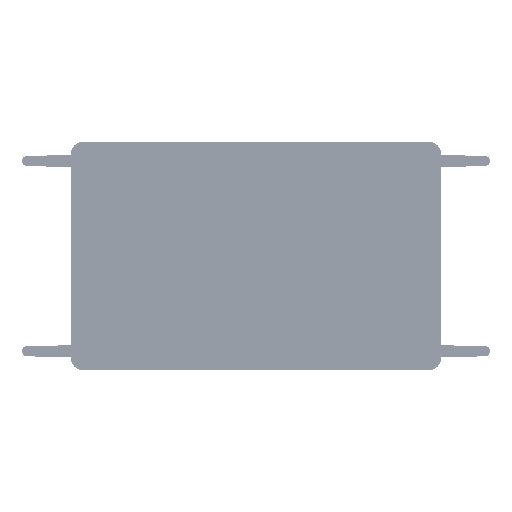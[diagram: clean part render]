
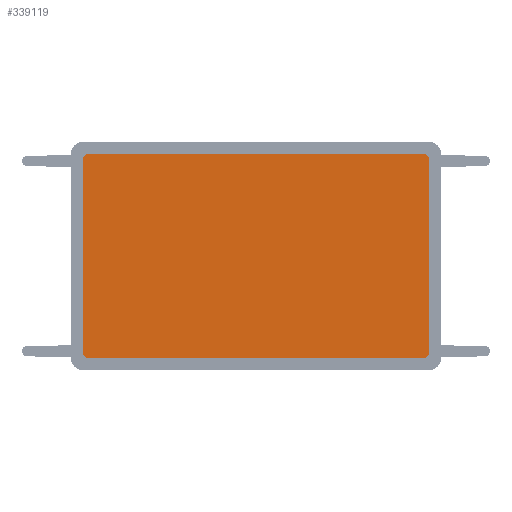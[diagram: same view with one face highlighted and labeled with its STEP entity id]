
A CAD part, left-side view. The second image highlights one B-rep face of the part: STEP entity #339119.
In plain terms, the highlighted planar face has unit normal (-1, 0, 0).
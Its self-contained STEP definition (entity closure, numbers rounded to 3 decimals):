
#339048=CARTESIAN_POINT('Axis2P3D Location',(-44.5,143.442,-18.5)) ;
#339053=CARTESIAN_POINT('Axis2P3D Location',(-44.5,-128.558,138.5)) ;
#339057=CARTESIAN_POINT('Vertex',(-44.5,-128.558,146.5)) ;
#339059=CARTESIAN_POINT('Vertex',(-44.5,-136.558,138.5)) ;
#339062=CARTESIAN_POINT('Line Origine',(-44.5,143.442,146.5)) ;
#339066=CARTESIAN_POINT('Vertex',(-44.5,415.442,146.5)) ;
#339069=CARTESIAN_POINT('Axis2P3D Location',(-44.5,415.442,138.5)) ;
#339073=CARTESIAN_POINT('Vertex',(-44.5,423.442,138.5)) ;
#339076=CARTESIAN_POINT('Line Origine',(-44.5,423.442,-18.5)) ;
#339080=CARTESIAN_POINT('Vertex',(-44.5,423.442,-175.5)) ;
#339083=CARTESIAN_POINT('Axis2P3D Location',(-44.5,415.442,-175.5)) ;
#339087=CARTESIAN_POINT('Vertex',(-44.5,415.442,-183.5)) ;
#339090=CARTESIAN_POINT('Line Origine',(-44.5,143.442,-183.5)) ;
#339094=CARTESIAN_POINT('Vertex',(-44.5,-128.558,-183.5)) ;
#339097=CARTESIAN_POINT('Axis2P3D Location',(-44.5,-128.558,-175.5)) ;
#339101=CARTESIAN_POINT('Vertex',(-44.5,-136.558,-175.5)) ;
#339104=CARTESIAN_POINT('Line Origine',(-44.5,-136.558,-18.5)) ;
#339064=VECTOR('Line Direction',#339063,1.) ;
#339078=VECTOR('Line Direction',#339077,1.) ;
#339092=VECTOR('Line Direction',#339091,1.) ;
#339106=VECTOR('Line Direction',#339105,1.) ;
#339049=DIRECTION('Axis2P3D Direction',(1.,0.,0.)) ;
#339050=DIRECTION('Axis2P3D XDirection',(0.,1.,0.)) ;
#339054=DIRECTION('Axis2P3D Direction',(1.,0.,0.)) ;
#339063=DIRECTION('Vector Direction',(0.,-1.,0.)) ;
#339070=DIRECTION('Axis2P3D Direction',(1.,0.,0.)) ;
#339077=DIRECTION('Vector Direction',(0.,0.,1.)) ;
#339084=DIRECTION('Axis2P3D Direction',(1.,0.,0.)) ;
#339091=DIRECTION('Vector Direction',(0.,1.,0.)) ;
#339098=DIRECTION('Axis2P3D Direction',(1.,0.,0.)) ;
#339105=DIRECTION('Vector Direction',(0.,0.,-1.)) ;
#339051=AXIS2_PLACEMENT_3D('Plane Axis2P3D',#339048,#339049,#339050) ;
#339055=AXIS2_PLACEMENT_3D('Circle Axis2P3D',#339053,#339054,$) ;
#339071=AXIS2_PLACEMENT_3D('Circle Axis2P3D',#339069,#339070,$) ;
#339085=AXIS2_PLACEMENT_3D('Circle Axis2P3D',#339083,#339084,$) ;
#339099=AXIS2_PLACEMENT_3D('Circle Axis2P3D',#339097,#339098,$) ;
#339065=LINE('Line',#339062,#339064) ;
#339079=LINE('Line',#339076,#339078) ;
#339093=LINE('Line',#339090,#339092) ;
#339107=LINE('Line',#339104,#339106) ;
#339056=CIRCLE('generated circle',#339055,8.) ;
#339072=CIRCLE('generated circle',#339071,8.) ;
#339086=CIRCLE('generated circle',#339085,8.) ;
#339100=CIRCLE('generated circle',#339099,8.) ;
#339052=PLANE('',#339051) ;
#339061=EDGE_CURVE('',#339058,#339060,#339056,.T.) ;
#339068=EDGE_CURVE('',#339067,#339058,#339065,.T.) ;
#339075=EDGE_CURVE('',#339074,#339067,#339072,.T.) ;
#339082=EDGE_CURVE('',#339081,#339074,#339079,.T.) ;
#339089=EDGE_CURVE('',#339088,#339081,#339086,.T.) ;
#339096=EDGE_CURVE('',#339095,#339088,#339093,.T.) ;
#339103=EDGE_CURVE('',#339102,#339095,#339100,.T.) ;
#339108=EDGE_CURVE('',#339060,#339102,#339107,.T.) ;
#339110=ORIENTED_EDGE('',*,*,#339061,.F.) ;
#339111=ORIENTED_EDGE('',*,*,#339068,.F.) ;
#339112=ORIENTED_EDGE('',*,*,#339075,.F.) ;
#339113=ORIENTED_EDGE('',*,*,#339082,.F.) ;
#339114=ORIENTED_EDGE('',*,*,#339089,.F.) ;
#339115=ORIENTED_EDGE('',*,*,#339096,.F.) ;
#339116=ORIENTED_EDGE('',*,*,#339103,.F.) ;
#339117=ORIENTED_EDGE('',*,*,#339108,.F.) ;
#339109=EDGE_LOOP('',(#339110,#339111,#339112,#339113,#339114,#339115,#339116,#339117)) ;
#339058=VERTEX_POINT('',#339057) ;
#339060=VERTEX_POINT('',#339059) ;
#339067=VERTEX_POINT('',#339066) ;
#339074=VERTEX_POINT('',#339073) ;
#339081=VERTEX_POINT('',#339080) ;
#339088=VERTEX_POINT('',#339087) ;
#339095=VERTEX_POINT('',#339094) ;
#339102=VERTEX_POINT('',#339101) ;
#339119=ADVANCED_FACE('PartBody',(#339118),#339052,.F.) ;
#339118=FACE_OUTER_BOUND('',#339109,.T.) ;
